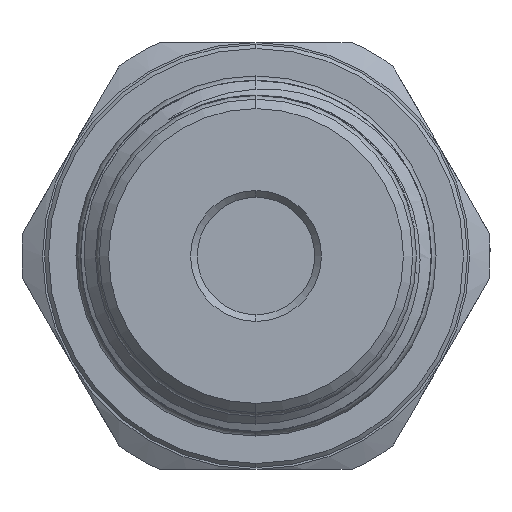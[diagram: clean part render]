
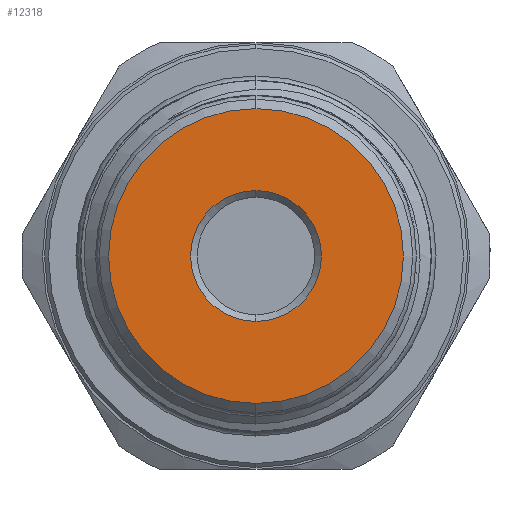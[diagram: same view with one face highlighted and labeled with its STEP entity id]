
A CAD part, left-side view. The second image highlights one B-rep face of the part: STEP entity #12318.
In plain terms, the highlighted planar face has unit normal (-1, 0, 0).
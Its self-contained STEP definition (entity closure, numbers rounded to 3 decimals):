
#123 = FACE_BOUND ( 'NONE', #3956, .T. ) ;
#681 = DIRECTION ( 'NONE',  ( -1., 0., 0. ) ) ;
#1018 = EDGE_CURVE ( 'NONE', #3340, #1387, #16396, .T. ) ;
#1162 = PLANE ( 'NONE',  #13908 ) ;
#1282 = CARTESIAN_POINT ( 'NONE',  ( -38.55, 0., -4.9 ) ) ;
#1387 = VERTEX_POINT ( 'NONE', #6911 ) ;
#1462 = AXIS2_PLACEMENT_3D ( 'NONE', #14219, #3882, #5120 ) ;
#1677 = EDGE_CURVE ( 'NONE', #6828, #9615, #5928, .T. ) ;
#3340 = VERTEX_POINT ( 'NONE', #12167 ) ;
#3882 = DIRECTION ( 'NONE',  ( -1., 0., 0. ) ) ;
#3956 = EDGE_LOOP ( 'NONE', ( #15981, #5802 ) ) ;
#5120 = DIRECTION ( 'NONE',  ( 0., 0., -1. ) ) ;
#5283 = DIRECTION ( 'NONE',  ( 1., 0., 0. ) ) ;
#5802 = ORIENTED_EDGE ( 'NONE', *, *, #1677, .T. ) ;
#5928 = CIRCLE ( 'NONE', #7533, 4.9 ) ;
#6828 = VERTEX_POINT ( 'NONE', #1282 ) ;
#6911 = CARTESIAN_POINT ( 'NONE',  ( -38.55, 0., 11.05 ) ) ;
#7220 = AXIS2_PLACEMENT_3D ( 'NONE', #16116, #681, #13648 ) ;
#7533 = AXIS2_PLACEMENT_3D ( 'NONE', #15992, #8352, #14596 ) ;
#7692 = CARTESIAN_POINT ( 'NONE',  ( -38.55, 0., 0. ) ) ;
#7703 = EDGE_CURVE ( 'NONE', #1387, #3340, #11445, .T. ) ;
#7715 = EDGE_CURVE ( 'NONE', #9615, #6828, #14666, .T. ) ;
#7874 = DIRECTION ( 'NONE',  ( 0., 0., -1. ) ) ;
#8194 = FACE_OUTER_BOUND ( 'NONE', #15667, .T. ) ;
#8222 = CARTESIAN_POINT ( 'NONE',  ( -38.55, 0., 4.9 ) ) ;
#8352 = DIRECTION ( 'NONE',  ( 1., 0., 0. ) ) ;
#9615 = VERTEX_POINT ( 'NONE', #8222 ) ;
#11333 = DIRECTION ( 'NONE',  ( 0., 0., -1. ) ) ;
#11445 = CIRCLE ( 'NONE', #1462, 11.05 ) ;
#12167 = CARTESIAN_POINT ( 'NONE',  ( -38.55, 0., -11.05 ) ) ;
#12318 = ADVANCED_FACE ( 'NONE', ( #123, #8194 ), #1162, .F. ) ;
#13031 = AXIS2_PLACEMENT_3D ( 'NONE', #7692, #5283, #7874 ) ;
#13191 = ORIENTED_EDGE ( 'NONE', *, *, #7703, .T. ) ;
#13648 = DIRECTION ( 'NONE',  ( 0., 0., -1. ) ) ;
#13908 = AXIS2_PLACEMENT_3D ( 'NONE', #15137, #13954, #11333 ) ;
#13954 = DIRECTION ( 'NONE',  ( 1., 0., 0. ) ) ;
#14219 = CARTESIAN_POINT ( 'NONE',  ( -38.55, 0., 0. ) ) ;
#14596 = DIRECTION ( 'NONE',  ( 0., 0., -1. ) ) ;
#14666 = CIRCLE ( 'NONE', #13031, 4.9 ) ;
#15137 = CARTESIAN_POINT ( 'NONE',  ( -38.55, 0., 0. ) ) ;
#15667 = EDGE_LOOP ( 'NONE', ( #16693, #13191 ) ) ;
#15981 = ORIENTED_EDGE ( 'NONE', *, *, #7715, .T. ) ;
#15992 = CARTESIAN_POINT ( 'NONE',  ( -38.55, 0., 0. ) ) ;
#16116 = CARTESIAN_POINT ( 'NONE',  ( -38.55, 0., 0. ) ) ;
#16396 = CIRCLE ( 'NONE', #7220, 11.05 ) ;
#16693 = ORIENTED_EDGE ( 'NONE', *, *, #1018, .T. ) ;
